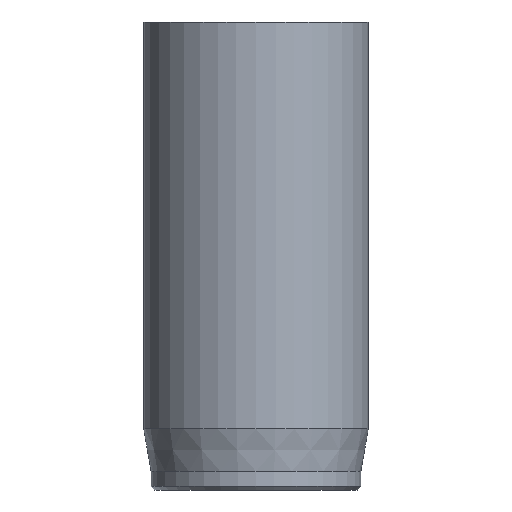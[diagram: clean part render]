
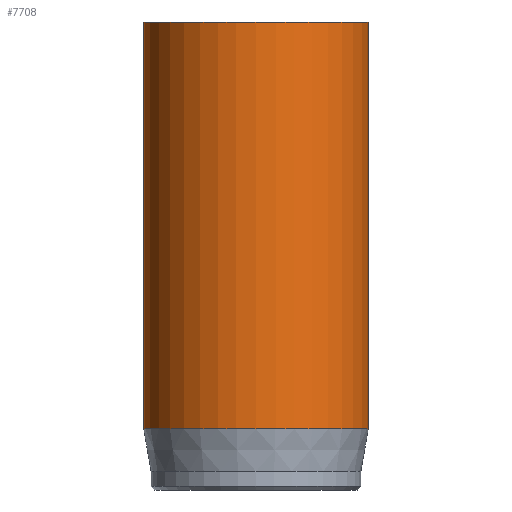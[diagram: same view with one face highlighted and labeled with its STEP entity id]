
A CAD part, front view. The second image highlights one B-rep face of the part: STEP entity #7708.
In plain terms, the highlighted cylindrical face has radius 6 mm (diameter 12 mm), a full revolution.
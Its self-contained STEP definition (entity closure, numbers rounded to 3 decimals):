
#32=CYLINDRICAL_SURFACE('',#8029,6.);
#47=CIRCLE('',#7998,6.);
#63=CIRCLE('',#8027,6.);
#64=CIRCLE('',#8028,6.);
#1070=FACE_OUTER_BOUND('',#1543,.T.);
#1543=EDGE_LOOP('',(#6969,#6970,#6971,#6972,#6973));
#2254=LINE('',#13949,#2973);
#2973=VECTOR('',#9251,6.);
#3694=VERTEX_POINT('',#13890);
#3710=VERTEX_POINT('',#13943);
#3711=VERTEX_POINT('',#13944);
#4779=EDGE_CURVE('',#3694,#3694,#47,.T.);
#4803=EDGE_CURVE('',#3710,#3711,#63,.T.);
#4804=EDGE_CURVE('',#3711,#3710,#64,.T.);
#4806=EDGE_CURVE('',#3694,#3710,#2254,.T.);
#6969=ORIENTED_EDGE('',*,*,#4779,.T.);
#6970=ORIENTED_EDGE('',*,*,#4806,.T.);
#6971=ORIENTED_EDGE('',*,*,#4803,.T.);
#6972=ORIENTED_EDGE('',*,*,#4804,.T.);
#6973=ORIENTED_EDGE('',*,*,#4806,.F.);
#7708=ADVANCED_FACE('',(#1070),#32,.T.);
#7998=AXIS2_PLACEMENT_3D('',#13891,#9178,#9179);
#8027=AXIS2_PLACEMENT_3D('',#13945,#9244,#9245);
#8028=AXIS2_PLACEMENT_3D('',#13946,#9246,#9247);
#8029=AXIS2_PLACEMENT_3D('',#13948,#9249,#9250);
#9178=DIRECTION('center_axis',(0.,0.,-1.));
#9179=DIRECTION('ref_axis',(-1.,0.,0.));
#9244=DIRECTION('center_axis',(0.,0.,1.));
#9245=DIRECTION('ref_axis',(-1.,0.,0.));
#9246=DIRECTION('center_axis',(0.,0.,1.));
#9247=DIRECTION('ref_axis',(-1.,0.,0.));
#9249=DIRECTION('center_axis',(0.,0.,1.));
#9250=DIRECTION('ref_axis',(-1.,0.,0.));
#9251=DIRECTION('',(0.,0.,-1.));
#13890=CARTESIAN_POINT('',(6.,0.,25.));
#13891=CARTESIAN_POINT('Origin',(0.,0.,25.));
#13943=CARTESIAN_POINT('',(6.,0.,3.269));
#13944=CARTESIAN_POINT('',(-6.,0.,3.269));
#13945=CARTESIAN_POINT('Origin',(0.,0.,3.269));
#13946=CARTESIAN_POINT('Origin',(0.,0.,3.269));
#13948=CARTESIAN_POINT('Origin',(0.,0.,0.));
#13949=CARTESIAN_POINT('',(6.,0.,0.));
